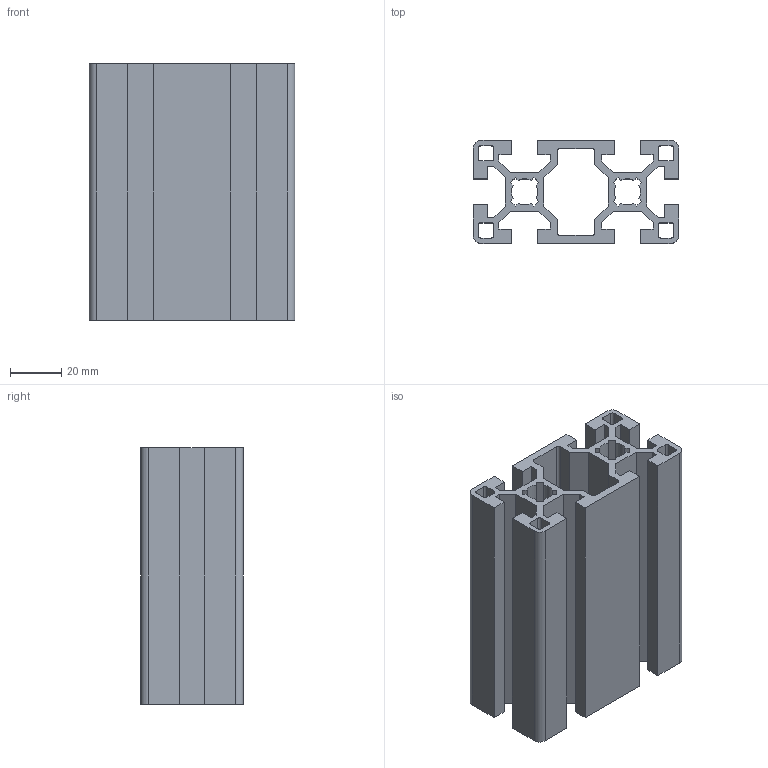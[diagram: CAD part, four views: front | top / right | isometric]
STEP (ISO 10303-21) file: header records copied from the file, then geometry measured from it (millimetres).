
FILE_DESCRIPTION(/* description */ (''),/* implementation_level */ '2;1');
FILE_NAME(/* name */ 'HW456NRC-T-SLOT 4080 - Natural Anodized.step',/* time_stamp */ '2022-10-11T10:35:24+01:00',/* author */ (''),/* organization */ (''),/* preprocessor_version */ 'ST-DEVELOPER v19',/* originating_system */ 'Autodesk Translation Framework v11.7.0.108',/* authorisation */ '');
FILE_SCHEMA (('AUTOMOTIVE_DESIGN { 1 0 10303 214 3 1 1 }'));
Length unit declared in the file: millimetre
Products named in the file (1): HW456NRC
Bounding box: 80 x 40 x 100 mm (x, y, z)
Volume: 114045.5 mm3; surface area: 77894.3 mm2
Topology: 1 solids, 1 shells, 150 faces, 444 edges, 296 vertices
Faces by surface type: plane 118, cylinder 32
Entity records: 5033 total; most frequent: CARTESIAN_POINT 891, ORIENTED_EDGE 888, DIRECTION 810, EDGE_CURVE 444, LINE 380, VECTOR 380, VERTEX_POINT 296, AXIS2_PLACEMENT_3D 215
